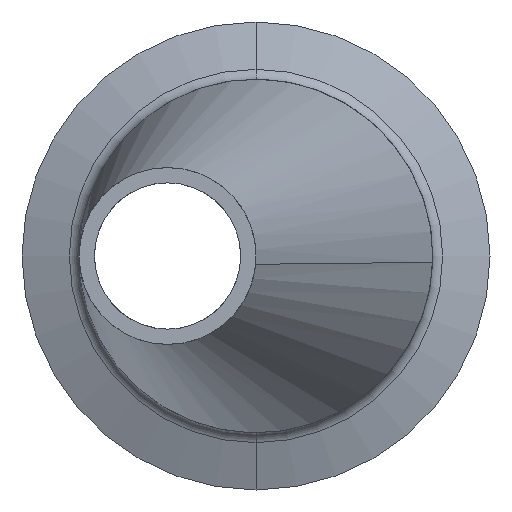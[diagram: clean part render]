
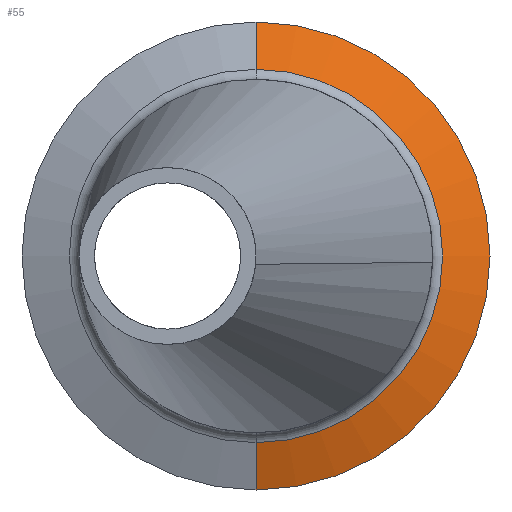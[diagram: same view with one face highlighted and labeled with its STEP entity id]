
A CAD part, front view. The second image highlights one B-rep face of the part: STEP entity #55.
In plain terms, the highlighted conical face has half-angle 70 degrees and reference radius 20.103 mm.
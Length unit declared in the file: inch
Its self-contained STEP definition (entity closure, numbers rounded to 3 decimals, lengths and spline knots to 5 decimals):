
#53 = EDGE_CURVE ( 'NONE', #1165, #115, #980, .T. ) ;
#55 = ADVANCED_FACE ( 'NONE', ( #1604 ), #1159, .T. ) ;
#59 = AXIS2_PLACEMENT_3D ( 'NONE', #1013, #762, #604 ) ;
#87 = VERTEX_POINT ( 'NONE', #129 ) ;
#91 = DIRECTION ( 'NONE',  ( 0., 1., 0. ) ) ;
#115 = VERTEX_POINT ( 'NONE', #276 ) ;
#129 = CARTESIAN_POINT ( 'NONE',  ( 0., 0.31475, -0.79145 ) ) ;
#152 = AXIS2_PLACEMENT_3D ( 'NONE', #746, #1125, #230 ) ;
#187 = ORIENTED_EDGE ( 'NONE', *, *, #53, .F. ) ;
#230 = DIRECTION ( 'NONE',  ( 0., 0., 1. ) ) ;
#276 = CARTESIAN_POINT ( 'NONE',  ( 0., 0.3878, -0.99213 ) ) ;
#289 = AXIS2_PLACEMENT_3D ( 'NONE', #1339, #91, #1229 ) ;
#425 = CARTESIAN_POINT ( 'NONE',  ( 0., 0.31475, 0.79145 ) ) ;
#558 = EDGE_LOOP ( 'NONE', ( #1455, #1015, #187, #1572 ) ) ;
#562 = EDGE_CURVE ( 'NONE', #706, #1165, #1302, .T. ) ;
#604 = DIRECTION ( 'NONE',  ( 0., 0., 1. ) ) ;
#706 = VERTEX_POINT ( 'NONE', #425 ) ;
#711 = CARTESIAN_POINT ( 'NONE',  ( 0., 0.3878, 0.99213 ) ) ;
#746 = CARTESIAN_POINT ( 'NONE',  ( 0., 0.31475, 0. ) ) ;
#762 = DIRECTION ( 'NONE',  ( 0., 1., 0. ) ) ;
#829 = CARTESIAN_POINT ( 'NONE',  ( 0., 0.31475, 0.79145 ) ) ;
#955 = DIRECTION ( 'NONE',  ( 0., 0.342, 0.94 ) ) ;
#980 = CIRCLE ( 'NONE', #59, 0.99213 ) ;
#1006 = CARTESIAN_POINT ( 'NONE',  ( 0., 0.31475, -0.79145 ) ) ;
#1013 = CARTESIAN_POINT ( 'NONE',  ( 0., 0.3878, 0. ) ) ;
#1015 = ORIENTED_EDGE ( 'NONE', *, *, #1501, .T. ) ;
#1125 = DIRECTION ( 'NONE',  ( 0., 1., 0. ) ) ;
#1143 = LINE ( 'NONE', #1006, #1511 ) ;
#1159 = CONICAL_SURFACE ( 'NONE', #152, 0.79145, 1.222 ) ;
#1165 = VERTEX_POINT ( 'NONE', #711 ) ;
#1229 = DIRECTION ( 'NONE',  ( 0., 0., 1. ) ) ;
#1287 = EDGE_CURVE ( 'NONE', #706, #87, #1360, .T. ) ;
#1302 = LINE ( 'NONE', #829, #1314 ) ;
#1314 = VECTOR ( 'NONE', #955, 39.37008 ) ;
#1339 = CARTESIAN_POINT ( 'NONE',  ( 0., 0.31475, 0. ) ) ;
#1360 = CIRCLE ( 'NONE', #289, 0.79145 ) ;
#1455 = ORIENTED_EDGE ( 'NONE', *, *, #1287, .T. ) ;
#1494 = DIRECTION ( 'NONE',  ( 0., 0.342, -0.94 ) ) ;
#1501 = EDGE_CURVE ( 'NONE', #87, #115, #1143, .T. ) ;
#1511 = VECTOR ( 'NONE', #1494, 39.37008 ) ;
#1572 = ORIENTED_EDGE ( 'NONE', *, *, #562, .F. ) ;
#1604 = FACE_OUTER_BOUND ( 'NONE', #558, .T. ) ;
